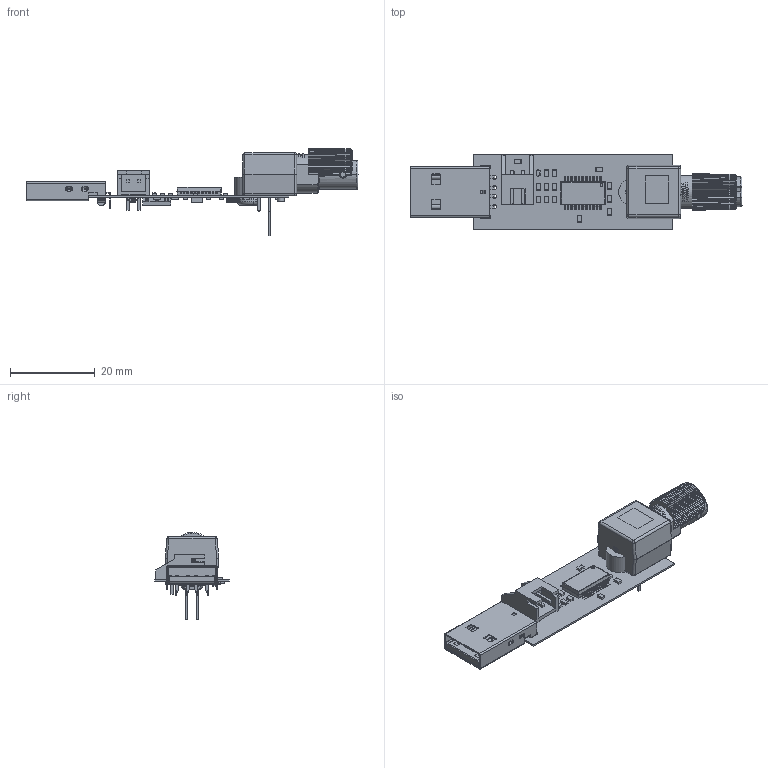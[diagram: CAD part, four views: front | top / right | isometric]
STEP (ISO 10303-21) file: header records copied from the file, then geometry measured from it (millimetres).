
FILE_DESCRIPTION(('Open CASCADE Model'),'2;1');
FILE_NAME('Open CASCADE Shape Model','2021-01-23T19:41:23',('Author'),( 'Open CASCADE'),'Open CASCADE STEP processor 6.8','Open CASCADE 6.8' ,'Unknown');
FILE_SCHEMA(('AUTOMOTIVE_DESIGN { 1 0 10303 214 1 1 1 1 }'));
Length unit declared in the file: millimetre
Products named in the file (95): PCB; Board; D1; User_Library-HFBR-x41xTxZ; R9; 6176642368; Extruded; 6176642176; C10; 6172404288; Mid_Body; Terminal; Open_CASCADE_STEP_translator_6.8_21.2.1; Mark; X1; 6332610112; Open_CASCADE_STEP_translator_6.8_25.1; Body; Open_CASCADE_STEP_translator_6.8_25.2.1; Reg1; 6614918592; Open_CASCADE_STEP_translator_6.8_3.1.1; Lead; Tab; R8; 6172406208; R7; R6; R5; 6199855424; R4; 6172404480; R3; R2; R1; Q1; 6614918784; Open_CASCADE_STEP_translator_6.8_1.1.1; Leader; MCU ...
Assembly tree (154 placements, depth 5):
  PCB
    Board
    D1
      User_Library-HFBR-x41xTxZ
    R9
      6176642368  x2
        Extruded
      6176642176
        Extruded
    C10
      6172404288
        Mid_Body
        Terminal  x2
          Open_CASCADE_STEP_translator_6.8_21.2.1
        Mark
    X1
      6332610112
        Open_CASCADE_STEP_translator_6.8_25.1
        Body
          Open_CASCADE_STEP_translator_6.8_25.2.1
    Reg1
      6614918592
        Body
          Open_CASCADE_STEP_translator_6.8_3.1.1
        Lead  x3
        Tab
    R8
      6172406208
        Mid_Body
        Terminal  x2
          Open_CASCADE_STEP_translator_6.8_21.2.1
        Mark
    R7
      6172404288
        Mid_Body
        Terminal  x2
          Open_CASCADE_STEP_translator_6.8_21.2.1
        Mark
    R6
      6172404288
        Mid_Body
        Terminal  x2
          Open_CASCADE_STEP_translator_6.8_21.2.1
        Mark
    R5
      6199855424
        Mid_Body
        Terminal  x2
          Open_CASCADE_STEP_translator_6.8_21.2.1
        Mark
    R4
      6172404480
        Mid_Body
        Terminal  x2
          Open_CASCADE_STEP_translator_6.8_21.2.1
        Mark
    R3
      6172404480
        Mid_Body
        Terminal  x2
Bounding box: 78.39 x 17.53 x 20.75 mm (x, y, z)
Volume: 4570.2 mm3; surface area: 7742.1 mm2
Topology: 146 solids, 148 shells, 2886 faces, 6626 edges, 3997 vertices
Faces by surface type: plane 1982, cylinder 536, bspline 196, sphere 70, cone 66, torus 24, revolution 12
Full cylindrical faces by diameter (mm): 0.412 x1, 0.6 x4, 0.7 x1, 0.8 x4, 0.9 x2, 1 x4, 1.2 x2, 1.575 x2, 1.63 x2, 3.1 x1, 3.175 x1, 3.556 x1, 3.607 x1, 4.115 x1, 5.461 x4, 6.223 x1
Entity records: 60754 total; most frequent: CARTESIAN_POINT 20162, ORIENTED_EDGE 7380, DIRECTION 6870, EDGE_CURVE 3691, AXIS2_PLACEMENT_3D 2357, VERTEX_POINT 2269, LINE 2144, VECTOR 2144
